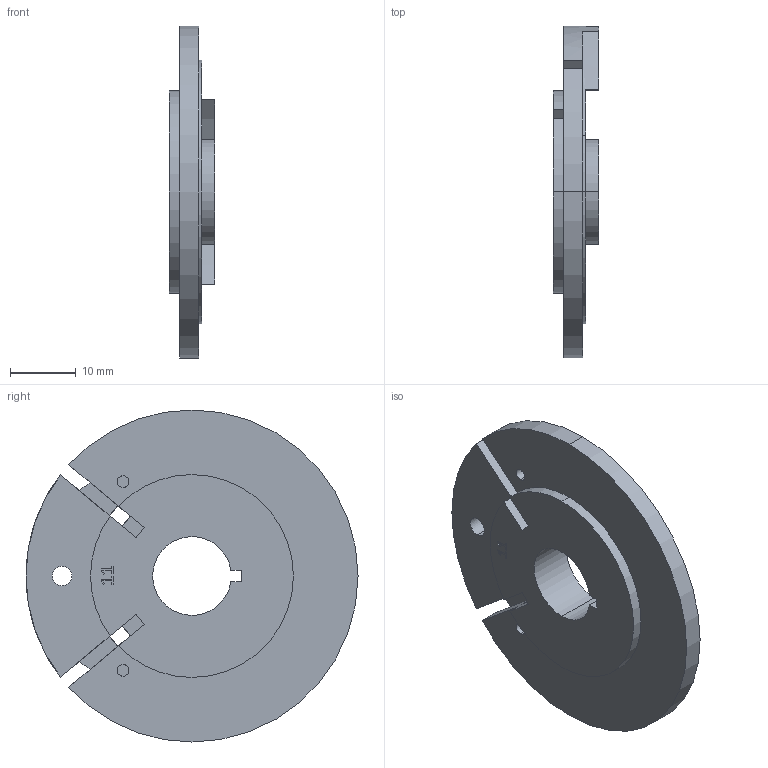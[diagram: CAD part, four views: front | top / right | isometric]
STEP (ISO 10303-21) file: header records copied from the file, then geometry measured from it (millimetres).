
FILE_DESCRIPTION (( 'STEP AP214' ), '1' );
FILE_NAME ('Drum - Disc 11.STEP', '2025-07-06T08:34:48', ( '' ), ( '' ), 'SwSTEP 2.0', 'SolidWorks 2025', '' );
FILE_SCHEMA (( 'AUTOMOTIVE_DESIGN' ));
Length unit declared in the file: millimetre
Products named in the file (1): Drum - Disc 11
Bounding box: 7 x 50.65 x 50.65 mm (x, y, z)
Volume: 7208.5 mm3; surface area: 5272.4 mm2
Topology: 1 solids, 1 shells, 108 faces, 308 edges, 204 vertices
Faces by surface type: plane 72, cylinder 36
Entity records: 3572 total; most frequent: CARTESIAN_POINT 621, ORIENTED_EDGE 616, DIRECTION 608, EDGE_CURVE 308, VECTOR 226, LINE 226, VERTEX_POINT 204, AXIS2_PLACEMENT_3D 191
